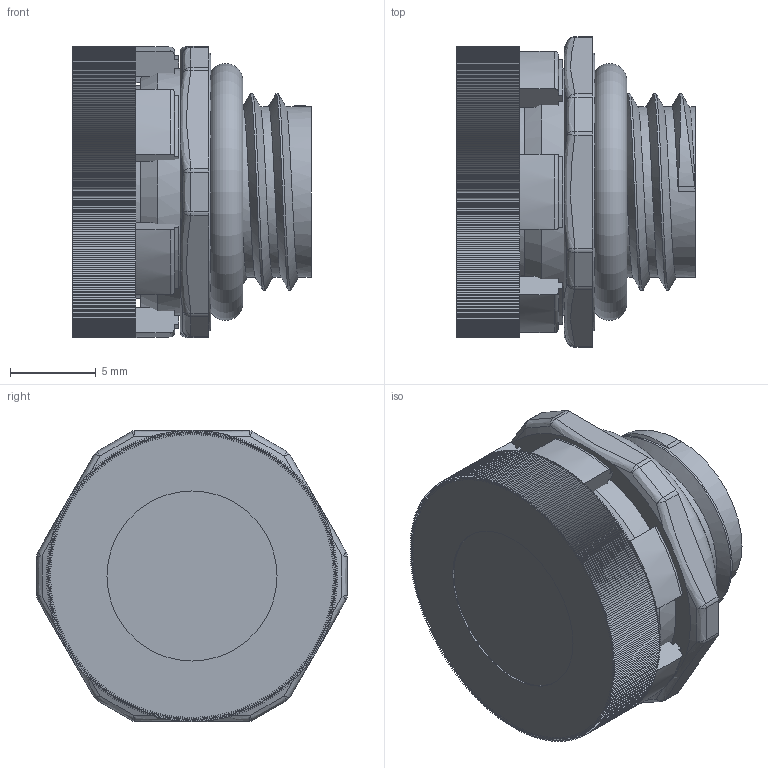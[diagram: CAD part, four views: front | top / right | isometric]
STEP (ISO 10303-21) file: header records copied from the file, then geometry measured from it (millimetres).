
FILE_DESCRIPTION(/* description */ ('UL-DAE M 12x1,5, GL: 6mm'),/* implementation_level */ '2;1');
FILE_NAME(/* name */ '11086512HLD-RST.stp',/* time_stamp */ '2020-04-15T08:31:36+02:00',/* author */ ('sl'),/* organization */ (''),/* preprocessor_version */ 'ST-DEVELOPER v16.5',/* originating_system */ 'Autodesk Inventor 2017',/* authorisation */ '');
FILE_SCHEMA (('AUTOMOTIVE_DESIGN { 1 0 10303 214 3 1 1 }'));
Length unit declared in the file: millimetre
Products named in the file (7): 11086512HLD; 11086512HLD_1; 11086512HLD_2; 11086512HLD_3; 11086512HLD_4; 11086512HLD_5; 11086512HLD_6
Assembly tree (6 placements, depth 2):
  11086512HLD
    11086512HLD_1
    11086512HLD_2
    11086512HLD_3
    11086512HLD_4
    11086512HLD_5
    11086512HLD_6
Bounding box: 13.94 x 18.15 x 17 mm (x, y, z)
Volume: 1571.7 mm3; surface area: 3713.9 mm2
Topology: 6 solids, 6 shells, 1008 faces, 2924 edges, 1931 vertices
Faces by surface type: plane 908, cylinder 49, bspline 14, torus 13, sphere 12, cone 12
Full cylindrical faces by diameter (mm): 7 x1, 8 x1, 8.15 x1, 9.64 x1, 9.94 x1, 9.97 x4, 12.43 x1, 12.47 x1, 12.7 x1, 12.9 x1, 13.94 x1, 14.4 x1
Entity records: 33615 total; most frequent: CARTESIAN_POINT 6978, ORIENTED_EDGE 5778, DIRECTION 5045, EDGE_CURVE 2889, LINE 2651, VECTOR 2651, VERTEX_POINT 1918, AXIS2_PLACEMENT_3D 1197
